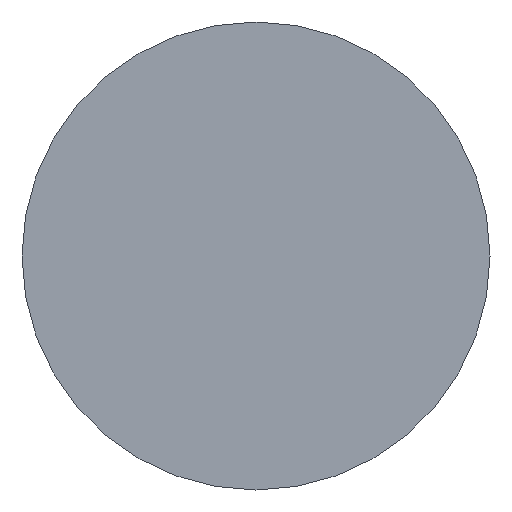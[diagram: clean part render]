
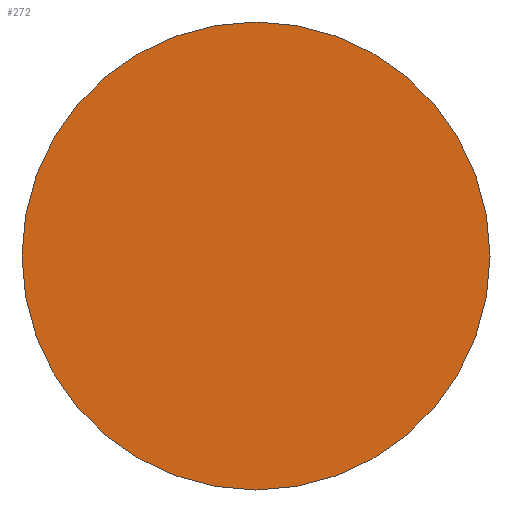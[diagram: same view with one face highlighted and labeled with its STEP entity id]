
A CAD part, front view. The second image highlights one B-rep face of the part: STEP entity #272.
In plain terms, the highlighted planar face has unit normal (0, -1, 0).
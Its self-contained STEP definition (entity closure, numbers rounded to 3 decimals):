
#72=CARTESIAN_POINT('',(0.,0.,0.));
#73=DIRECTION('',(0.,1.,0.));
#74=DIRECTION('',(-1.,0.,0.));
#75=AXIS2_PLACEMENT_3D('',#72,#73,#74);
#77=CARTESIAN_POINT('',(0.,0.,0.));
#78=DIRECTION('',(0.,-1.,0.));
#79=DIRECTION('',(-1.,0.,0.));
#80=AXIS2_PLACEMENT_3D('',#77,#78,#79);
#109=CARTESIAN_POINT('',(-16.,0.,0.));
#111=VERTEX_POINT('',#109);
#117=CARTESIAN_POINT('',(16.,0.,0.));
#119=VERTEX_POINT('',#117);
#263=CARTESIAN_POINT('',(0.,0.,0.));
#264=DIRECTION('',(0.,-1.,0.));
#265=DIRECTION('',(-1.,0.,0.));
#266=AXIS2_PLACEMENT_3D('',#263,#264,#265);
#267=PLANE('',#266);
#268=ORIENTED_EDGE('',*,*,#258,.T.);
#269=ORIENTED_EDGE('',*,*,#242,.F.);
#270=EDGE_LOOP('',(#268,#269));
#271=FACE_OUTER_BOUND('',#270,.F.);
#76=CIRCLE('',#75,16.);
#81=CIRCLE('',#80,16.);
#242=EDGE_CURVE('',#111,#119,#81,.T.);
#258=EDGE_CURVE('',#111,#119,#76,.T.);
#272=ADVANCED_FACE('',(#271),#267,.T.);
